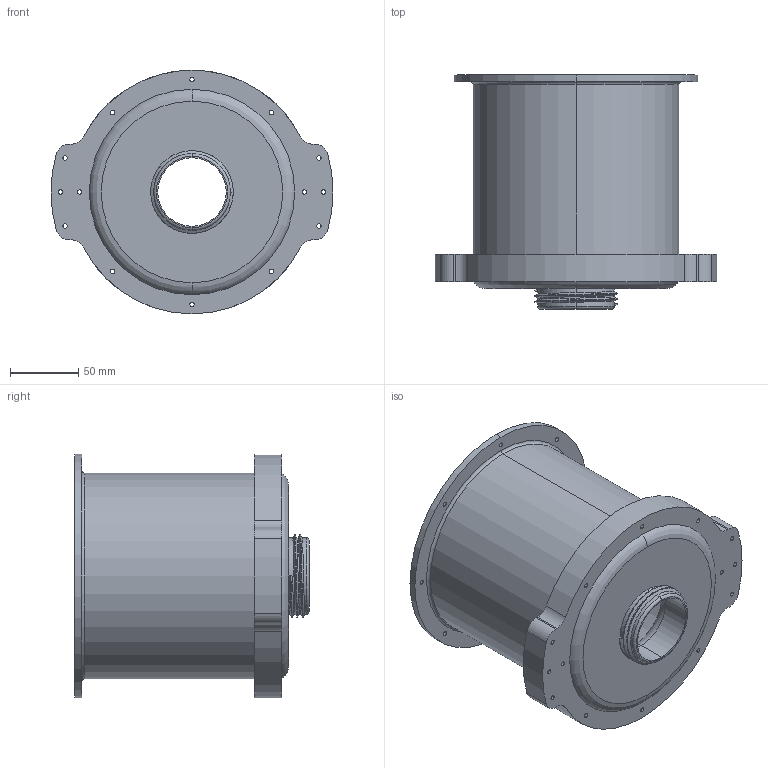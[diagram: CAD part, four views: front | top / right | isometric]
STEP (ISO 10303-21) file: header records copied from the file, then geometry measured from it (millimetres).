
FILE_DESCRIPTION (( 'STEP AP203' ), '1' );
FILE_NAME ('Gen1_filterbasket(circle).STEP', '2024-10-14T06:58:52', ( '' ), ( '' ), 'SwSTEP 2.0', 'SolidWorks 2024', '' );
FILE_SCHEMA (( 'CONFIG_CONTROL_DESIGN' ));
Length unit declared in the file: millimetre
Products named in the file (1): Gen1_filterbasket(circle)
Bounding box: 206 x 171 x 178 mm (x, y, z)
Volume: 880299.3 mm3; surface area: 212346 mm2
Topology: 1 solids, 1 shells, 159 faces, 418 edges, 256 vertices
Faces by surface type: cylinder 97, torus 24, plane 21, bspline 11, sphere 6
Entity records: 6076 total; most frequent: CARTESIAN_POINT 1952, DIRECTION 906, ORIENTED_EDGE 824, EDGE_CURVE 412, AXIS2_PLACEMENT_3D 386, VERTEX_POINT 256, CIRCLE 237, EDGE_LOOP 210
